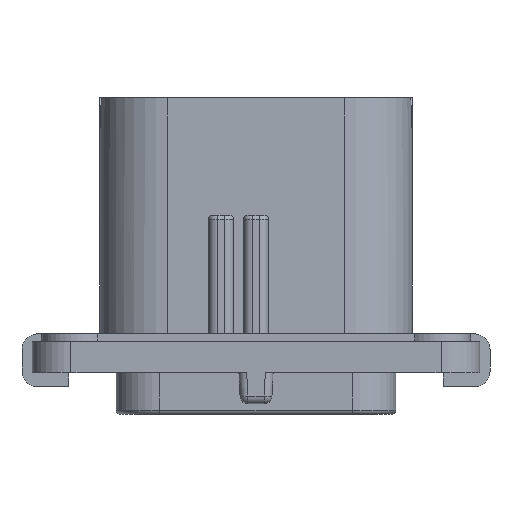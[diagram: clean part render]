
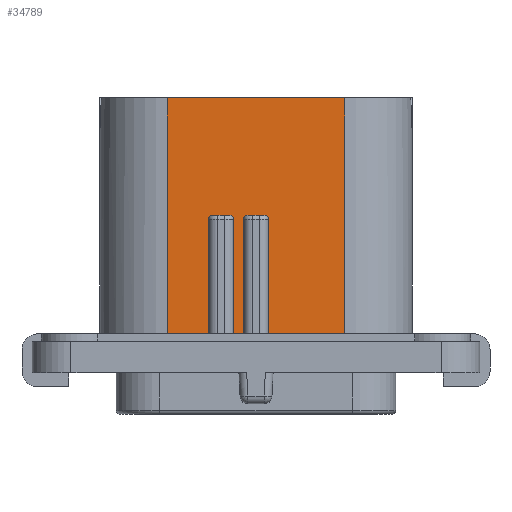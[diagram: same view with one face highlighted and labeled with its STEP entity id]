
A CAD part, front view. The second image highlights one B-rep face of the part: STEP entity #34789.
In plain terms, the highlighted planar face has unit normal (0, -1, 0).
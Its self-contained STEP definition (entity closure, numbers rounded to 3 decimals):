
#1187=DIRECTION('',(1.,0.,0.));
#1188=VECTOR('',#1187,4.9);
#1189=CARTESIAN_POINT('',(0.8,-9.,2.));
#1190=LINE('',#1189,#1188);
#2427=DIRECTION('',(1.,0.,0.));
#2428=VECTOR('',#2427,11.4);
#2429=CARTESIAN_POINT('',(-5.7,-9.,17.67));
#2430=LINE('',#2429,#2428);
#8379=DIRECTION('',(0.,0.,1.));
#8380=VECTOR('',#8379,7.87);
#8381=CARTESIAN_POINT('',(0.8,-9.,2.));
#8382=LINE('',#8381,#8380);
#8383=DIRECTION('',(1.,0.,0.));
#8384=VECTOR('',#8383,1.1);
#8385=CARTESIAN_POINT('',(-0.55,-9.,10.12));
#8386=LINE('',#8385,#8384);
#8387=DIRECTION('',(0.,0.,1.));
#8388=VECTOR('',#8387,7.87);
#8389=CARTESIAN_POINT('',(-0.8,-9.,2.));
#8390=LINE('',#8389,#8388);
#8391=DIRECTION('',(0.,0.,1.));
#8392=VECTOR('',#8391,7.87);
#8393=CARTESIAN_POINT('',(-1.44,-9.,2.));
#8394=LINE('',#8393,#8392);
#8395=DIRECTION('',(1.,0.,0.));
#8396=VECTOR('',#8395,1.1);
#8397=CARTESIAN_POINT('',(-2.79,-9.,10.12));
#8398=LINE('',#8397,#8396);
#8399=DIRECTION('',(0.,0.,1.));
#8400=VECTOR('',#8399,7.87);
#8401=CARTESIAN_POINT('',(-3.04,-9.,2.));
#8402=LINE('',#8401,#8400);
#8403=DIRECTION('',(0.,0.,-1.));
#8404=VECTOR('',#8403,15.67);
#8405=CARTESIAN_POINT('',(-5.7,-9.,17.67));
#8406=LINE('',#8405,#8404);
#8407=DIRECTION('',(0.,0.,-1.));
#8408=VECTOR('',#8407,15.67);
#8409=CARTESIAN_POINT('',(5.7,-9.,17.67));
#8410=LINE('',#8409,#8408);
#8424=CARTESIAN_POINT('',(0.55,-9.,9.87));
#8425=DIRECTION('',(0.,1.,0.));
#8426=DIRECTION('',(0.,0.,1.));
#8427=AXIS2_PLACEMENT_3D('',#8424,#8425,#8426);
#8466=CARTESIAN_POINT('',(-0.55,-9.,9.87));
#8467=DIRECTION('',(0.,1.,0.));
#8468=DIRECTION('',(-1.,0.,0.));
#8469=AXIS2_PLACEMENT_3D('',#8466,#8467,#8468);
#8577=DIRECTION('',(1.,0.,0.));
#8578=VECTOR('',#8577,2.66);
#8579=CARTESIAN_POINT('',(-5.7,-9.,2.));
#8580=LINE('',#8579,#8578);
#8589=CARTESIAN_POINT('',(-2.79,-9.,9.87));
#8590=DIRECTION('',(0.,1.,0.));
#8591=DIRECTION('',(-1.,0.,0.));
#8592=AXIS2_PLACEMENT_3D('',#8589,#8590,#8591);
#8621=CARTESIAN_POINT('',(-1.69,-9.,9.87));
#8622=DIRECTION('',(0.,1.,0.));
#8623=DIRECTION('',(0.,0.,1.));
#8624=AXIS2_PLACEMENT_3D('',#8621,#8622,#8623);
#8646=DIRECTION('',(1.,0.,0.));
#8647=VECTOR('',#8646,0.64);
#8648=CARTESIAN_POINT('',(-1.44,-9.,2.));
#8649=LINE('',#8648,#8647);
#19579=CARTESIAN_POINT('',(-5.7,-9.,17.67));
#19580=CARTESIAN_POINT('',(-5.7,-9.,2.));
#19581=VERTEX_POINT('',#19579);
#19582=VERTEX_POINT('',#19580);
#19583=CARTESIAN_POINT('',(5.7,-9.,17.67));
#19584=CARTESIAN_POINT('',(5.7,-9.,2.));
#19585=VERTEX_POINT('',#19583);
#19586=VERTEX_POINT('',#19584);
#19745=CARTESIAN_POINT('',(-3.04,-9.,2.));
#19746=VERTEX_POINT('',#19745);
#19747=CARTESIAN_POINT('',(-1.44,-9.,2.));
#19748=CARTESIAN_POINT('',(-0.8,-9.,2.));
#19749=VERTEX_POINT('',#19747);
#19750=VERTEX_POINT('',#19748);
#19751=CARTESIAN_POINT('',(0.8,-9.,2.));
#19752=VERTEX_POINT('',#19751);
#22212=CARTESIAN_POINT('',(-1.44,-9.,9.87));
#22214=VERTEX_POINT('',#22212);
#22216=CARTESIAN_POINT('',(-1.69,-9.,10.12));
#22218=VERTEX_POINT('',#22216);
#22239=CARTESIAN_POINT('',(-2.79,-9.,10.12));
#22240=VERTEX_POINT('',#22239);
#22241=CARTESIAN_POINT('',(-3.04,-9.,9.87));
#22242=VERTEX_POINT('',#22241);
#22244=CARTESIAN_POINT('',(0.8,-9.,9.87));
#22246=VERTEX_POINT('',#22244);
#22248=CARTESIAN_POINT('',(0.55,-9.,10.12));
#22250=VERTEX_POINT('',#22248);
#22251=CARTESIAN_POINT('',(-0.55,-9.,10.12));
#22253=VERTEX_POINT('',#22251);
#22255=CARTESIAN_POINT('',(-0.8,-9.,9.87));
#22257=VERTEX_POINT('',#22255);
#34753=CARTESIAN_POINT('',(-10.05,-9.,2.));
#34754=DIRECTION('',(0.,-1.,0.));
#34755=DIRECTION('',(1.,0.,0.));
#34756=AXIS2_PLACEMENT_3D('',#34753,#34754,#34755);
#34757=PLANE('',#34756);
#34759=ORIENTED_EDGE('',*,*,#34758,.T.);
#34761=ORIENTED_EDGE('',*,*,#34760,.F.);
#34763=ORIENTED_EDGE('',*,*,#34762,.F.);
#34765=ORIENTED_EDGE('',*,*,#34764,.F.);
#34767=ORIENTED_EDGE('',*,*,#34766,.F.);
#34769=ORIENTED_EDGE('',*,*,#34768,.F.);
#34771=ORIENTED_EDGE('',*,*,#34770,.T.);
#34773=ORIENTED_EDGE('',*,*,#34772,.F.);
#34775=ORIENTED_EDGE('',*,*,#34774,.F.);
#34777=ORIENTED_EDGE('',*,*,#34776,.F.);
#34779=ORIENTED_EDGE('',*,*,#34778,.F.);
#34781=ORIENTED_EDGE('',*,*,#34780,.F.);
#34783=ORIENTED_EDGE('',*,*,#34782,.F.);
#34784=ORIENTED_EDGE('',*,*,#26422,.T.);
#34785=ORIENTED_EDGE('',*,*,#26391,.T.);
#34786=ORIENTED_EDGE('',*,*,#25644,.F.);
#34787=EDGE_LOOP('',(#34759,#34761,#34763,#34765,#34767,#34769,#34771,#34773,
#34775,#34777,#34779,#34781,#34783,#34784,#34785,#34786));
#34788=FACE_OUTER_BOUND('',#34787,.F.);
#34789=ADVANCED_FACE('',(#34788),#34757,.T.);
#8428=CIRCLE('',#8427,0.25);
#8470=CIRCLE('',#8469,0.25);
#8593=CIRCLE('',#8592,0.25);
#8625=CIRCLE('',#8624,0.25);
#25644=EDGE_CURVE('',#19752,#19586,#1190,.T.);
#26391=EDGE_CURVE('',#19585,#19586,#8410,.T.);
#26422=EDGE_CURVE('',#19581,#19585,#2430,.T.);
#34758=EDGE_CURVE('',#19752,#22246,#8382,.T.);
#34760=EDGE_CURVE('',#22250,#22246,#8428,.T.);
#34762=EDGE_CURVE('',#22253,#22250,#8386,.T.);
#34764=EDGE_CURVE('',#22257,#22253,#8470,.T.);
#34766=EDGE_CURVE('',#19750,#22257,#8390,.T.);
#34768=EDGE_CURVE('',#19749,#19750,#8649,.T.);
#34770=EDGE_CURVE('',#19749,#22214,#8394,.T.);
#34772=EDGE_CURVE('',#22218,#22214,#8625,.T.);
#34774=EDGE_CURVE('',#22240,#22218,#8398,.T.);
#34776=EDGE_CURVE('',#22242,#22240,#8593,.T.);
#34778=EDGE_CURVE('',#19746,#22242,#8402,.T.);
#34780=EDGE_CURVE('',#19582,#19746,#8580,.T.);
#34782=EDGE_CURVE('',#19581,#19582,#8406,.T.);
